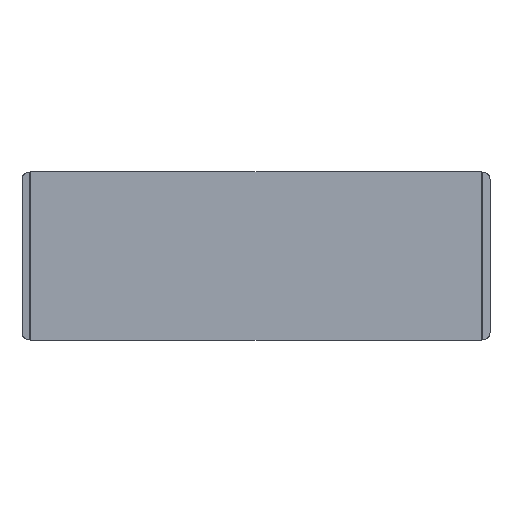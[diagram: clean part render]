
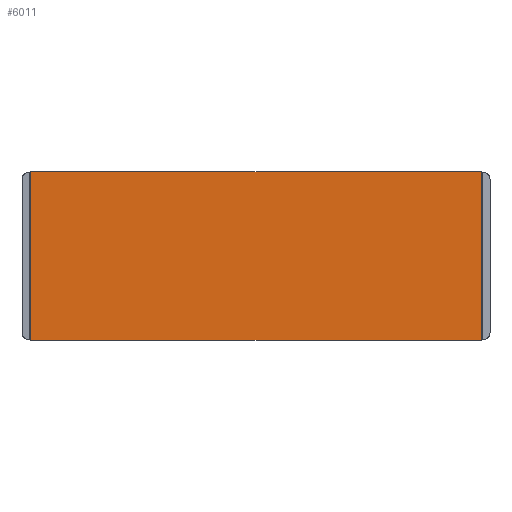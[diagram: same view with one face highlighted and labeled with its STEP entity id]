
A CAD part, top view. The second image highlights one B-rep face of the part: STEP entity #6011.
In plain terms, the highlighted planar face has unit normal (0, 0, 1).
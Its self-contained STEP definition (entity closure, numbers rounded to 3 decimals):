
#5898 = VERTEX_POINT('',#5899);
#5899 = CARTESIAN_POINT('',(-30.5,-11.4,
    7.431));
#5905 = EDGE_CURVE('',#5906,#5898,#5908,.T.);
#5906 = VERTEX_POINT('',#5907);
#5907 = CARTESIAN_POINT('',(-30.5,11.4,
    7.431));
#5908 = LINE('',#5909,#5910);
#5909 = CARTESIAN_POINT('',(-30.5,11.4,
    7.431));
#5910 = VECTOR('',#5911,1.);
#5911 = DIRECTION('',(0.,-1.,0.));
#5929 = EDGE_CURVE('',#5930,#5906,#5932,.T.);
#5930 = VERTEX_POINT('',#5931);
#5931 = CARTESIAN_POINT('',(30.5,11.4,
    7.431));
#5932 = LINE('',#5933,#5934);
#5933 = CARTESIAN_POINT('',(30.5,11.4,
    7.431));
#5934 = VECTOR('',#5935,1.);
#5935 = DIRECTION('',(-1.,0.,0.));
#5976 = EDGE_CURVE('',#5977,#5930,#5979,.T.);
#5977 = VERTEX_POINT('',#5978);
#5978 = CARTESIAN_POINT('',(30.5,-11.4,
    7.431));
#5979 = LINE('',#5980,#5981);
#5980 = CARTESIAN_POINT('',(30.5,-11.4,
    7.431));
#5981 = VECTOR('',#5982,1.);
#5982 = DIRECTION('',(0.,1.,0.));
#6000 = EDGE_CURVE('',#5898,#5977,#6001,.T.);
#6001 = LINE('',#6002,#6003);
#6002 = CARTESIAN_POINT('',(-30.5,-11.4,
    7.431));
#6003 = VECTOR('',#6004,1.);
#6004 = DIRECTION('',(1.,0.,0.));
#6011 = ADVANCED_FACE('',(#6012),#6018,.T.);
#6012 = FACE_BOUND('',#6013,.T.);
#6013 = EDGE_LOOP('',(#6014,#6015,#6016,#6017));
#6014 = ORIENTED_EDGE('',*,*,#5905,.T.);
#6015 = ORIENTED_EDGE('',*,*,#6000,.T.);
#6016 = ORIENTED_EDGE('',*,*,#5976,.T.);
#6017 = ORIENTED_EDGE('',*,*,#5929,.T.);
#6018 = PLANE('',#6019);
#6019 = AXIS2_PLACEMENT_3D('',#6020,#6021,#6022);
#6020 = CARTESIAN_POINT('',(-5.559,35.553,
    7.431));
#6021 = DIRECTION('',(0.,0.,1.));
#6022 = DIRECTION('',(1.,0.,0.));
